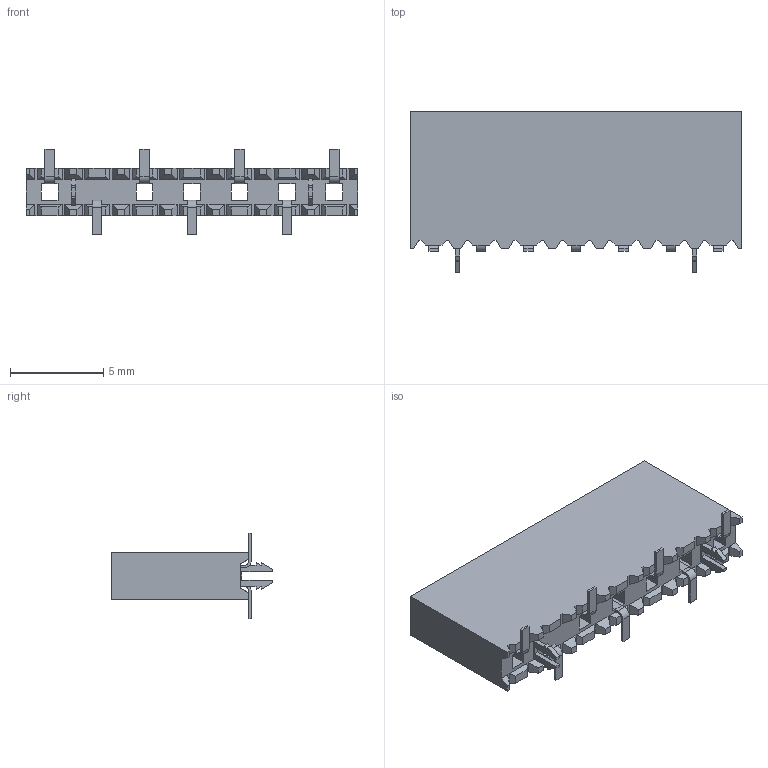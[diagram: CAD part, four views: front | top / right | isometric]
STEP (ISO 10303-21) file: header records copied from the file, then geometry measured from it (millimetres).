
FILE_DESCRIPTION(/* description */ ('STEP AP214'),/* implementation_level */ '2;1');
FILE_NAME(/* name */ 'SSM-107-L-SV-LC-002',/* time_stamp */ '2023-11-13T11:57:01+01:00',/* author */ ('License CC BY-ND 4.0'),/* organization */ ('CADENAS'),/* preprocessor_version */ 'ST-DEVELOPER v19.3',/* originating_system */ 'PARTsolutions',/* authorisation */ ' ');
FILE_SCHEMA (('AUTOMOTIVE_DESIGN {1 0 10303 214 3 1 1}'));
Length unit declared in the file: inch
Products named in the file (3): SSM-107-L-SV-LC-002; C-95-027; SSM-107-L-SV-LC-002_body
Assembly tree (2 placements, depth 2):
  SSM-107-L-SV-LC-002
    C-95-027
    SSM-107-L-SV-LC-002_body
Bounding box: 17.78 x 8.64 x 4.57 mm (x, y, z)
Volume: 281.6 mm3; surface area: 624.8 mm2
Topology: 2 solids, 2 shells, 295 faces, 864 edges, 576 vertices
Faces by surface type: plane 281, cylinder 14
Entity records: 9728 total; most frequent: CARTESIAN_POINT 1738, ORIENTED_EDGE 1728, DIRECTION 1488, EDGE_CURVE 864, LINE 836, VECTOR 836, VERTEX_POINT 576, AXIS2_PLACEMENT_3D 326
